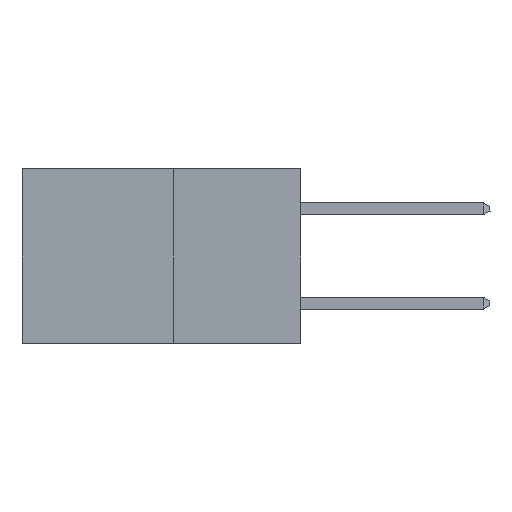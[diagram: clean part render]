
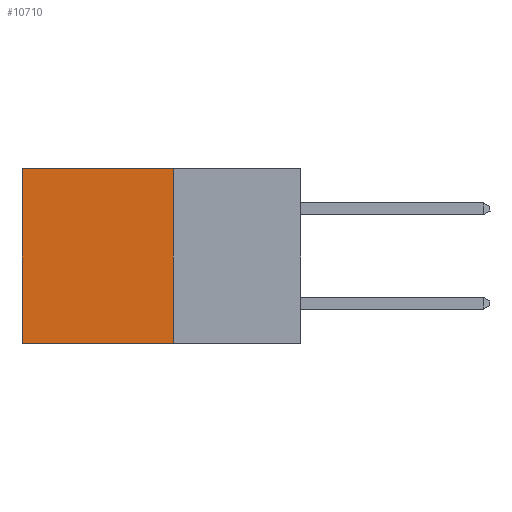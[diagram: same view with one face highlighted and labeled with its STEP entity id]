
A CAD part, left-side view. The second image highlights one B-rep face of the part: STEP entity #10710.
In plain terms, the highlighted planar face has unit normal (-1, 0, 0).
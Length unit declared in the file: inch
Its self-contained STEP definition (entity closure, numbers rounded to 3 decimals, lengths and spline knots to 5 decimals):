
#123 = VERTEX_POINT ( 'NONE', #15572 ) ;
#153 = EDGE_LOOP ( 'NONE', ( #982, #2980, #14749, #7240 ) ) ;
#982 = ORIENTED_EDGE ( 'NONE', *, *, #23792, .T. ) ;
#2730 = VECTOR ( 'NONE', #17825, 39.37008 ) ;
#2899 = EDGE_CURVE ( 'NONE', #16466, #3173, #20952, .T. ) ;
#2980 = ORIENTED_EDGE ( 'NONE', *, *, #2899, .F. ) ;
#3173 = VERTEX_POINT ( 'NONE', #8357 ) ;
#4636 = VERTEX_POINT ( 'NONE', #16108 ) ;
#7240 = ORIENTED_EDGE ( 'NONE', *, *, #19481, .T. ) ;
#7386 = VECTOR ( 'NONE', #14442, 39.37008 ) ;
#7970 = LINE ( 'NONE', #12571, #7386 ) ;
#8357 = CARTESIAN_POINT ( 'NONE',  ( 0.277, 0.59, -0.37 ) ) ;
#9259 = CARTESIAN_POINT ( 'NONE',  ( 0.277, 0.27, -0.37 ) ) ;
#10710 = ADVANCED_FACE ( 'NONE', ( #21917 ), #22188, .F. ) ;
#11096 = DIRECTION ( 'NONE',  ( 0., 0., -1. ) ) ;
#11165 = EDGE_CURVE ( 'NONE', #4636, #16466, #17573, .T. ) ;
#11759 = DIRECTION ( 'NONE',  ( 0., 1., 0. ) ) ;
#12223 = CARTESIAN_POINT ( 'NONE',  ( 0.277, 0.27, -0.37 ) ) ;
#12571 = CARTESIAN_POINT ( 'NONE',  ( 0.277, 0.27, 0. ) ) ;
#12960 = DIRECTION ( 'NONE',  ( 0., 0., -1. ) ) ;
#13011 = VECTOR ( 'NONE', #11096, 39.37008 ) ;
#13769 = CARTESIAN_POINT ( 'NONE',  ( 0.277, 0.27, -0.37 ) ) ;
#14442 = DIRECTION ( 'NONE',  ( 0., 1., 0. ) ) ;
#14749 = ORIENTED_EDGE ( 'NONE', *, *, #11165, .F. ) ;
#15435 = VECTOR ( 'NONE', #11759, 39.37008 ) ;
#15572 = CARTESIAN_POINT ( 'NONE',  ( 0.277, 0.59, 0. ) ) ;
#15959 = CARTESIAN_POINT ( 'NONE',  ( 0.277, 0.27, -0.37 ) ) ;
#16108 = CARTESIAN_POINT ( 'NONE',  ( 0.277, 0.27, 0. ) ) ;
#16466 = VERTEX_POINT ( 'NONE', #13769 ) ;
#17573 = LINE ( 'NONE', #15959, #2730 ) ;
#17825 = DIRECTION ( 'NONE',  ( 0., 0., -1. ) ) ;
#18557 = LINE ( 'NONE', #20406, #13011 ) ;
#18701 = DIRECTION ( 'NONE',  ( 1., 0., 0. ) ) ;
#19290 = AXIS2_PLACEMENT_3D ( 'NONE', #9259, #18701, #12960 ) ;
#19481 = EDGE_CURVE ( 'NONE', #4636, #123, #7970, .T. ) ;
#20406 = CARTESIAN_POINT ( 'NONE',  ( 0.277, 0.59, -0.37 ) ) ;
#20952 = LINE ( 'NONE', #12223, #15435 ) ;
#21917 = FACE_OUTER_BOUND ( 'NONE', #153, .T. ) ;
#22188 = PLANE ( 'NONE',  #19290 ) ;
#23792 = EDGE_CURVE ( 'NONE', #123, #3173, #18557, .T. ) ;
